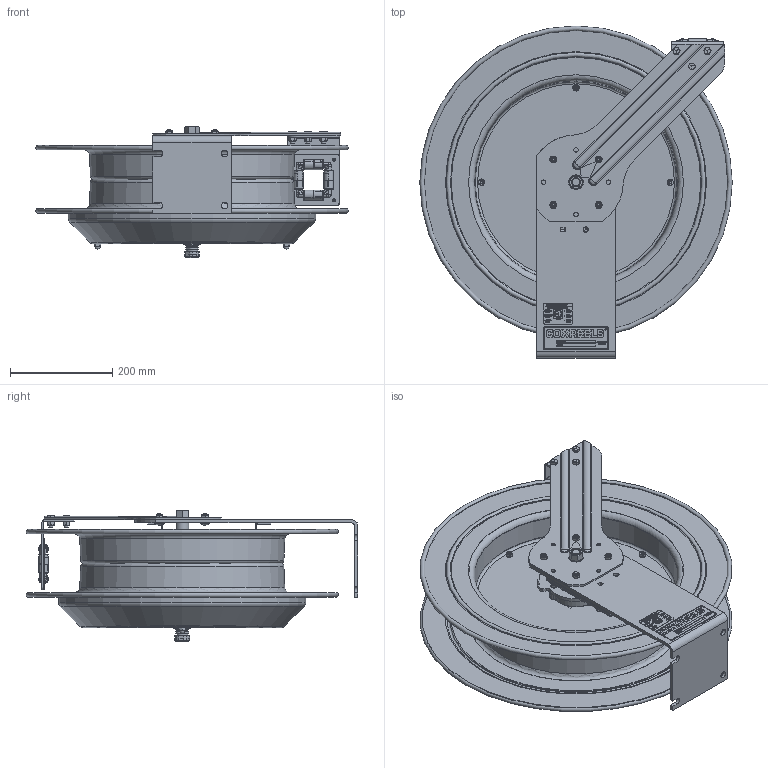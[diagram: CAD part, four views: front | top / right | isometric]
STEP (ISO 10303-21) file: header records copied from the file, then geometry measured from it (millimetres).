
FILE_DESCRIPTION(/* description */ (''),/* implementation_level */ '2;1');
FILE_NAME(/* name */ 'EZ-PC24-0012-X_SHARED.stp',/* time_stamp */ '2020-03-13T08:13:26-07:00',/* author */ ('NMelton'),/* organization */ (''),/* preprocessor_version */ 'ST-DEVELOPER v17',/* originating_system */ 'Autodesk Inventor 2019',/* authorisation */ '');
FILE_SCHEMA (('AUTOMOTIVE_DESIGN { 1 0 10303 214 3 1 1 }'));
Products named in the file (1): EZ-PC24-0012-X_SHARED
Bounding box: 609.6 x 647.7 x 256.18 mm (x, y, z)
Surface area: 1997435.3 mm2 (no closed solid volume)
Topology: 0 solids, 122 shells, 3052 faces, 13560 edges, 10041 vertices
Faces by surface type: plane 1795, bspline 641, cylinder 371, cone 147, torus 72, sphere 26
Full cylindrical faces by diameter (mm): 2.54 x1, 3.048 x1, 4.699 x4, 5.556 x2, 5.588 x4, 6.35 x4, 7.938 x3, 8.636 x4, 8.731 x3, 10.16 x1, 10.414 x1, 11.43 x3, 12.192 x7, 12.255 x1, 12.446 x1, 12.7 x2, 15.875 x2, 18.745 x1, 19.05 x5, 19.736 x1, 22.085 x1, 23.812 x1, 25.362 x1, 25.4 x1, 25.908 x1, 26.568 x1, 28.448 x1, 28.702 x1, 34.112 x1, 482.6 x1
Entity records: 145447 total; most frequent: CARTESIAN_POINT 42977, ORIENTED_EDGE 19731, DIRECTION 16615, EDGE_CURVE 13537, VERTEX_POINT 10041, LINE 8327, VECTOR 8327, AXIS2_PLACEMENT_3D 4144
